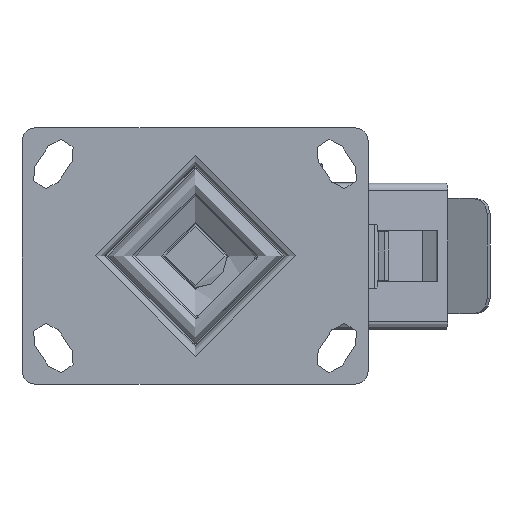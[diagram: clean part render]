
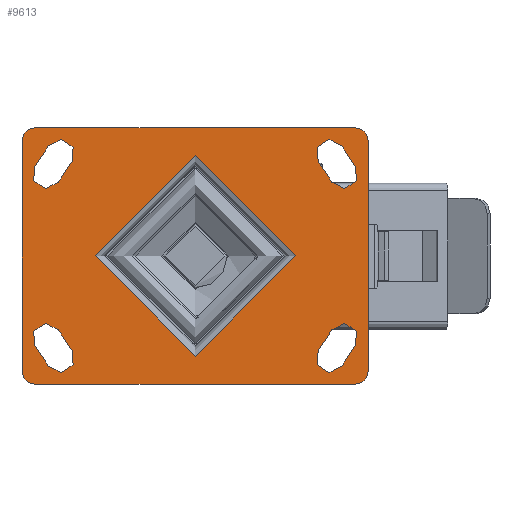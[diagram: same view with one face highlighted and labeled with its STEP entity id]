
A CAD part, top view. The second image highlights one B-rep face of the part: STEP entity #9613.
In plain terms, the highlighted planar face has unit normal (0, 0, 1).
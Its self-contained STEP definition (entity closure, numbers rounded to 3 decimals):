
#547=FACE_BOUND('',#3300,.T.);
#548=FACE_BOUND('',#3301,.T.);
#549=FACE_BOUND('',#3302,.T.);
#550=FACE_BOUND('',#3303,.T.);
#551=FACE_BOUND('',#3304,.T.);
#615=PLANE('',#10511);
#1059=LINE('',#14629,#1837);
#1061=LINE('',#14632,#1839);
#1063=LINE('',#14635,#1841);
#1065=LINE('',#14638,#1843);
#1067=LINE('',#14641,#1845);
#1069=LINE('',#14644,#1847);
#1071=LINE('',#14647,#1849);
#1073=LINE('',#14650,#1851);
#1074=LINE('',#14652,#1852);
#1076=LINE('',#14655,#1854);
#1077=LINE('',#14656,#1855);
#1078=LINE('',#14657,#1856);
#1837=VECTOR('',#11791,1000.);
#1839=VECTOR('',#11795,1000.);
#1841=VECTOR('',#11799,1000.);
#1843=VECTOR('',#11803,1000.);
#1845=VECTOR('',#11807,1000.);
#1847=VECTOR('',#11811,1000.);
#1849=VECTOR('',#11815,1000.);
#1851=VECTOR('',#11819,1000.);
#1852=VECTOR('',#11822,1000.);
#1854=VECTOR('',#11826,1000.);
#1855=VECTOR('',#11827,1000.);
#1856=VECTOR('',#11828,1000.);
#2722=FACE_OUTER_BOUND('',#3299,.T.);
#3299=EDGE_LOOP('',(#6942,#6943,#6944,#6945,#6946,#6947,#6948,#6949));
#3300=EDGE_LOOP('',(#6950,#6951,#6952,#6953));
#3301=EDGE_LOOP('',(#6954,#6955,#6956,#6957));
#3302=EDGE_LOOP('',(#6958,#6959,#6960,#6961));
#3303=EDGE_LOOP('',(#6962,#6963,#6964,#6965));
#3304=EDGE_LOOP('',(#6966));
#3909=CIRCLE('',#10330,39.);
#4022=CIRCLE('',#10467,5.);
#4024=CIRCLE('',#10470,5.);
#4026=CIRCLE('',#10473,5.);
#4028=CIRCLE('',#10476,5.);
#4031=CIRCLE('',#10480,5.5);
#4032=CIRCLE('',#10482,5.5);
#4035=CIRCLE('',#10486,5.5);
#4036=CIRCLE('',#10488,5.5);
#4039=CIRCLE('',#10492,5.5);
#4040=CIRCLE('',#10494,5.5);
#4043=CIRCLE('',#10498,5.5);
#4044=CIRCLE('',#10500,5.5);
#4278=VERTEX_POINT('',#14162);
#4445=VERTEX_POINT('',#14520);
#4446=VERTEX_POINT('',#14521);
#4449=VERTEX_POINT('',#14529);
#4450=VERTEX_POINT('',#14530);
#4453=VERTEX_POINT('',#14538);
#4454=VERTEX_POINT('',#14539);
#4457=VERTEX_POINT('',#14547);
#4458=VERTEX_POINT('',#14548);
#4463=VERTEX_POINT('',#14559);
#4464=VERTEX_POINT('',#14561);
#4465=VERTEX_POINT('',#14565);
#4466=VERTEX_POINT('',#14566);
#4471=VERTEX_POINT('',#14577);
#4472=VERTEX_POINT('',#14579);
#4473=VERTEX_POINT('',#14583);
#4474=VERTEX_POINT('',#14584);
#4479=VERTEX_POINT('',#14595);
#4480=VERTEX_POINT('',#14597);
#4481=VERTEX_POINT('',#14601);
#4482=VERTEX_POINT('',#14602);
#4487=VERTEX_POINT('',#14613);
#4488=VERTEX_POINT('',#14615);
#4489=VERTEX_POINT('',#14619);
#4490=VERTEX_POINT('',#14620);
#5205=EDGE_CURVE('',#4278,#4278,#3909,.T.);
#5384=EDGE_CURVE('',#4445,#4446,#4022,.T.);
#5388=EDGE_CURVE('',#4449,#4450,#4024,.T.);
#5392=EDGE_CURVE('',#4453,#4454,#4026,.T.);
#5396=EDGE_CURVE('',#4457,#4458,#4028,.T.);
#5402=EDGE_CURVE('',#4464,#4463,#4031,.T.);
#5404=EDGE_CURVE('',#4465,#4466,#4032,.T.);
#5410=EDGE_CURVE('',#4472,#4471,#4035,.T.);
#5412=EDGE_CURVE('',#4473,#4474,#4036,.T.);
#5418=EDGE_CURVE('',#4480,#4479,#4039,.T.);
#5420=EDGE_CURVE('',#4481,#4482,#4040,.T.);
#5426=EDGE_CURVE('',#4488,#4487,#4043,.T.);
#5428=EDGE_CURVE('',#4489,#4490,#4044,.T.);
#5433=EDGE_CURVE('',#4487,#4489,#1059,.T.);
#5435=EDGE_CURVE('',#4490,#4488,#1061,.T.);
#5437=EDGE_CURVE('',#4479,#4481,#1063,.T.);
#5439=EDGE_CURVE('',#4482,#4480,#1065,.T.);
#5441=EDGE_CURVE('',#4471,#4473,#1067,.T.);
#5443=EDGE_CURVE('',#4474,#4472,#1069,.T.);
#5445=EDGE_CURVE('',#4463,#4465,#1071,.T.);
#5447=EDGE_CURVE('',#4466,#4464,#1073,.T.);
#5448=EDGE_CURVE('',#4458,#4445,#1074,.T.);
#5450=EDGE_CURVE('',#4454,#4457,#1076,.T.);
#5451=EDGE_CURVE('',#4450,#4453,#1077,.T.);
#5452=EDGE_CURVE('',#4446,#4449,#1078,.T.);
#6942=ORIENTED_EDGE('',*,*,#5396,.F.);
#6943=ORIENTED_EDGE('',*,*,#5450,.F.);
#6944=ORIENTED_EDGE('',*,*,#5392,.F.);
#6945=ORIENTED_EDGE('',*,*,#5451,.F.);
#6946=ORIENTED_EDGE('',*,*,#5388,.F.);
#6947=ORIENTED_EDGE('',*,*,#5452,.F.);
#6948=ORIENTED_EDGE('',*,*,#5384,.F.);
#6949=ORIENTED_EDGE('',*,*,#5448,.F.);
#6950=ORIENTED_EDGE('',*,*,#5426,.T.);
#6951=ORIENTED_EDGE('',*,*,#5433,.T.);
#6952=ORIENTED_EDGE('',*,*,#5428,.T.);
#6953=ORIENTED_EDGE('',*,*,#5435,.T.);
#6954=ORIENTED_EDGE('',*,*,#5418,.T.);
#6955=ORIENTED_EDGE('',*,*,#5437,.T.);
#6956=ORIENTED_EDGE('',*,*,#5420,.T.);
#6957=ORIENTED_EDGE('',*,*,#5439,.T.);
#6958=ORIENTED_EDGE('',*,*,#5410,.T.);
#6959=ORIENTED_EDGE('',*,*,#5441,.T.);
#6960=ORIENTED_EDGE('',*,*,#5412,.T.);
#6961=ORIENTED_EDGE('',*,*,#5443,.T.);
#6962=ORIENTED_EDGE('',*,*,#5402,.T.);
#6963=ORIENTED_EDGE('',*,*,#5445,.T.);
#6964=ORIENTED_EDGE('',*,*,#5404,.T.);
#6965=ORIENTED_EDGE('',*,*,#5447,.T.);
#6966=ORIENTED_EDGE('',*,*,#5205,.F.);
#9613=ADVANCED_FACE('',(#2722,#547,#548,#549,#550,#551),#615,.T.);
#10330=AXIS2_PLACEMENT_3D('',#14163,#11366,#11367);
#10467=AXIS2_PLACEMENT_3D('',#14522,#11694,#11695);
#10470=AXIS2_PLACEMENT_3D('',#14531,#11702,#11703);
#10473=AXIS2_PLACEMENT_3D('',#14540,#11710,#11711);
#10476=AXIS2_PLACEMENT_3D('',#14549,#11718,#11719);
#10480=AXIS2_PLACEMENT_3D('',#14562,#11729,#11730);
#10482=AXIS2_PLACEMENT_3D('',#14567,#11734,#11735);
#10486=AXIS2_PLACEMENT_3D('',#14580,#11745,#11746);
#10488=AXIS2_PLACEMENT_3D('',#14585,#11750,#11751);
#10492=AXIS2_PLACEMENT_3D('',#14598,#11761,#11762);
#10494=AXIS2_PLACEMENT_3D('',#14603,#11766,#11767);
#10498=AXIS2_PLACEMENT_3D('',#14616,#11777,#11778);
#10500=AXIS2_PLACEMENT_3D('',#14621,#11782,#11783);
#10511=AXIS2_PLACEMENT_3D('',#14654,#11824,#11825);
#11366=DIRECTION('center_axis',(0.,0.,1.));
#11367=DIRECTION('ref_axis',(0.,-1.,0.));
#11694=DIRECTION('center_axis',(0.,0.,-1.));
#11695=DIRECTION('ref_axis',(0.707,0.707,0.));
#11702=DIRECTION('center_axis',(0.,0.,-1.));
#11703=DIRECTION('ref_axis',(0.707,-0.707,0.));
#11710=DIRECTION('center_axis',(0.,0.,-1.));
#11711=DIRECTION('ref_axis',(-0.707,-0.707,0.));
#11718=DIRECTION('center_axis',(0.,0.,-1.));
#11719=DIRECTION('ref_axis',(-0.707,0.707,0.));
#11729=DIRECTION('center_axis',(0.,0.,-1.));
#11730=DIRECTION('ref_axis',(-1.,0.,0.));
#11734=DIRECTION('center_axis',(0.,0.,-1.));
#11735=DIRECTION('ref_axis',(-1.,0.,0.));
#11745=DIRECTION('center_axis',(0.,0.,-1.));
#11746=DIRECTION('ref_axis',(1.,0.,0.));
#11750=DIRECTION('center_axis',(0.,0.,-1.));
#11751=DIRECTION('ref_axis',(1.,0.,0.));
#11761=DIRECTION('center_axis',(0.,0.,-1.));
#11762=DIRECTION('ref_axis',(1.,0.,0.));
#11766=DIRECTION('center_axis',(0.,0.,-1.));
#11767=DIRECTION('ref_axis',(1.,0.,0.));
#11777=DIRECTION('center_axis',(0.,0.,-1.));
#11778=DIRECTION('ref_axis',(-1.,0.,0.));
#11782=DIRECTION('center_axis',(0.,0.,-1.));
#11783=DIRECTION('ref_axis',(-1.,0.,0.));
#11791=DIRECTION('',(0.555,0.832,0.));
#11795=DIRECTION('',(-0.555,-0.832,0.));
#11799=DIRECTION('',(-0.555,0.832,0.));
#11803=DIRECTION('',(0.555,-0.832,0.));
#11807=DIRECTION('',(-0.555,-0.832,0.));
#11811=DIRECTION('',(0.555,0.832,0.));
#11815=DIRECTION('',(0.555,-0.832,0.));
#11819=DIRECTION('',(-0.555,0.832,0.));
#11822=DIRECTION('',(1.,0.,0.));
#11824=DIRECTION('center_axis',(0.,0.,1.));
#11825=DIRECTION('ref_axis',(1.,0.,0.));
#11826=DIRECTION('',(0.,1.,0.));
#11827=DIRECTION('',(-1.,0.,0.));
#11828=DIRECTION('',(0.,-1.,0.));
#14162=CARTESIAN_POINT('',(39.,0.,0.));
#14163=CARTESIAN_POINT('Origin',(0.,0.,0.));
#14520=CARTESIAN_POINT('',(62.5,50.,0.));
#14521=CARTESIAN_POINT('',(67.5,45.,0.));
#14522=CARTESIAN_POINT('Origin',(62.5,45.,0.));
#14529=CARTESIAN_POINT('',(67.5,-45.,0.));
#14530=CARTESIAN_POINT('',(62.5,-50.,0.));
#14531=CARTESIAN_POINT('Origin',(62.5,-45.,0.));
#14538=CARTESIAN_POINT('',(-62.5,-50.,0.));
#14539=CARTESIAN_POINT('',(-67.5,-45.,0.));
#14540=CARTESIAN_POINT('Origin',(-62.5,-45.,0.));
#14547=CARTESIAN_POINT('',(-67.5,45.,0.));
#14548=CARTESIAN_POINT('',(-62.5,50.,0.));
#14549=CARTESIAN_POINT('Origin',(-62.5,45.,0.));
#14559=CARTESIAN_POINT('',(57.15,42.938,0.));
#14561=CARTESIAN_POINT('',(48.,36.838,0.));
#14562=CARTESIAN_POINT('Origin',(52.5,40.,0.));
#14565=CARTESIAN_POINT('',(62.5,34.912,0.));
#14566=CARTESIAN_POINT('',(53.35,28.812,0.));
#14567=CARTESIAN_POINT('Origin',(58.,31.75,0.));
#14577=CARTESIAN_POINT('',(-48.,36.838,0.));
#14579=CARTESIAN_POINT('',(-57.15,42.938,0.));
#14580=CARTESIAN_POINT('Origin',(-52.5,40.,0.));
#14583=CARTESIAN_POINT('',(-53.35,28.812,0.));
#14584=CARTESIAN_POINT('',(-62.5,34.912,0.));
#14585=CARTESIAN_POINT('Origin',(-58.,31.75,0.));
#14595=CARTESIAN_POINT('',(-57.15,-42.938,0.));
#14597=CARTESIAN_POINT('',(-48.,-36.838,0.));
#14598=CARTESIAN_POINT('Origin',(-52.5,-40.,0.));
#14601=CARTESIAN_POINT('',(-62.5,-34.912,0.));
#14602=CARTESIAN_POINT('',(-53.35,-28.812,0.));
#14603=CARTESIAN_POINT('Origin',(-58.,-31.75,0.));
#14613=CARTESIAN_POINT('',(48.,-36.838,0.));
#14615=CARTESIAN_POINT('',(57.15,-42.938,0.));
#14616=CARTESIAN_POINT('Origin',(52.5,-40.,0.));
#14619=CARTESIAN_POINT('',(53.35,-28.812,0.));
#14620=CARTESIAN_POINT('',(62.5,-34.912,0.));
#14621=CARTESIAN_POINT('Origin',(58.,-31.75,0.));
#14629=CARTESIAN_POINT('',(50.454,-33.157,0.));
#14632=CARTESIAN_POINT('',(59.604,-39.257,0.));
#14635=CARTESIAN_POINT('',(-59.604,-39.257,0.));
#14638=CARTESIAN_POINT('',(-50.454,-33.157,0.));
#14641=CARTESIAN_POINT('',(-50.454,33.157,0.));
#14644=CARTESIAN_POINT('',(-59.604,39.257,0.));
#14647=CARTESIAN_POINT('',(59.604,39.257,0.));
#14650=CARTESIAN_POINT('',(50.454,33.157,0.));
#14652=CARTESIAN_POINT('',(0.,50.,0.));
#14654=CARTESIAN_POINT('Origin',(0.,0.,0.));
#14655=CARTESIAN_POINT('',(-67.5,0.,0.));
#14656=CARTESIAN_POINT('',(0.,-50.,0.));
#14657=CARTESIAN_POINT('',(67.5,0.,0.));
